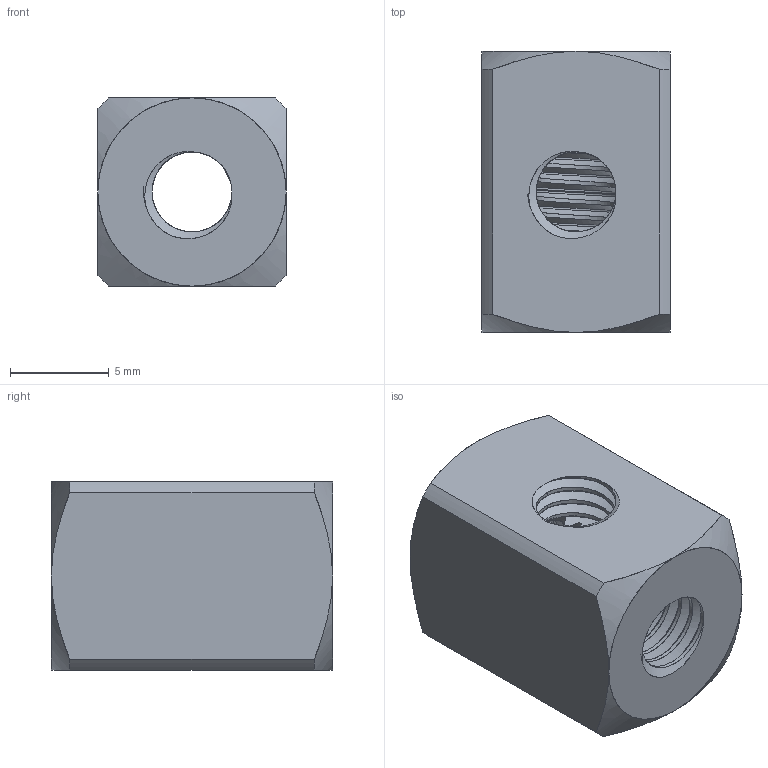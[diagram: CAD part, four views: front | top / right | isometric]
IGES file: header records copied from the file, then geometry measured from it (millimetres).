
Start section: SolidWorks IGES file using analytic representation for surfaces
Global section: file name: WG23007-102.IGS; native system: SolidWorks 2022; preprocessor: SolidWorks 2022; author: WTsang; date: 241030.093652; units: millimetre
Bounding box: 9.53 x 14.22 x 9.53 mm (x, y, z)
Surface area: 1001.1 mm2 (no closed solid volume)
Topology: 0 solids, 0 shells, 111 faces, 1596 edges, 1594 vertices
Faces by surface type: revolution 68, bspline 43
